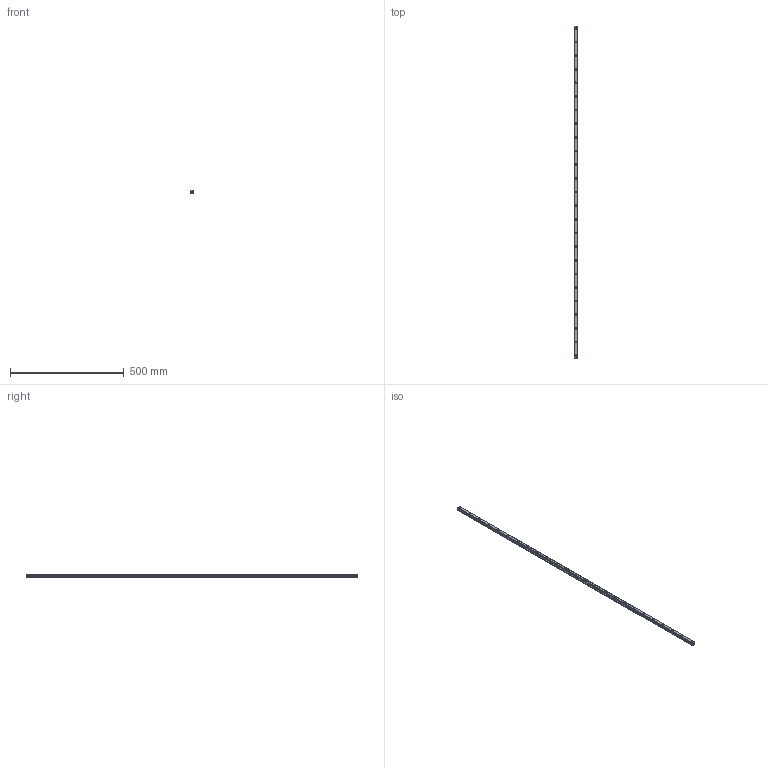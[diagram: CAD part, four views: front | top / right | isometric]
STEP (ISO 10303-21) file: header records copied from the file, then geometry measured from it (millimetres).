
FILE_DESCRIPTION(('STEP AP214'),'1');
FILE_NAME('cctmp_7271FE42-A782-4257-B33C-C27529E4F1A6_2020_4_23_12_50_57_238..stp','2020-04-23T10:50:57',('HIWIN GmbH'),('CADClick - www.CADClick.com'),'Spatial InterOp 3D',' ','unknown authorization');
FILE_SCHEMA(('AUTOMOTIVE_DESIGN'));
Length unit declared in the file: millimetre
Products named in the file (1): HGR15R1460H_FILE
Bounding box: 15 x 1460 x 15 mm (x, y, z)
Volume: 268004.8 mm3; surface area: 97594.8 mm2
Topology: 1 solids, 1 shells, 340 faces, 777 edges, 518 vertices
Faces by surface type: cylinder 176, plane 164
Entity records: 12457 total; most frequent: DIRECTION 1811, CARTESIAN_POINT 1636, ORIENTED_EDGE 1554, EDGE_CURVE 777, AXIS2_PLACEMENT_3D 693, VERTEX_POINT 518, LINE 425, VECTOR 425
